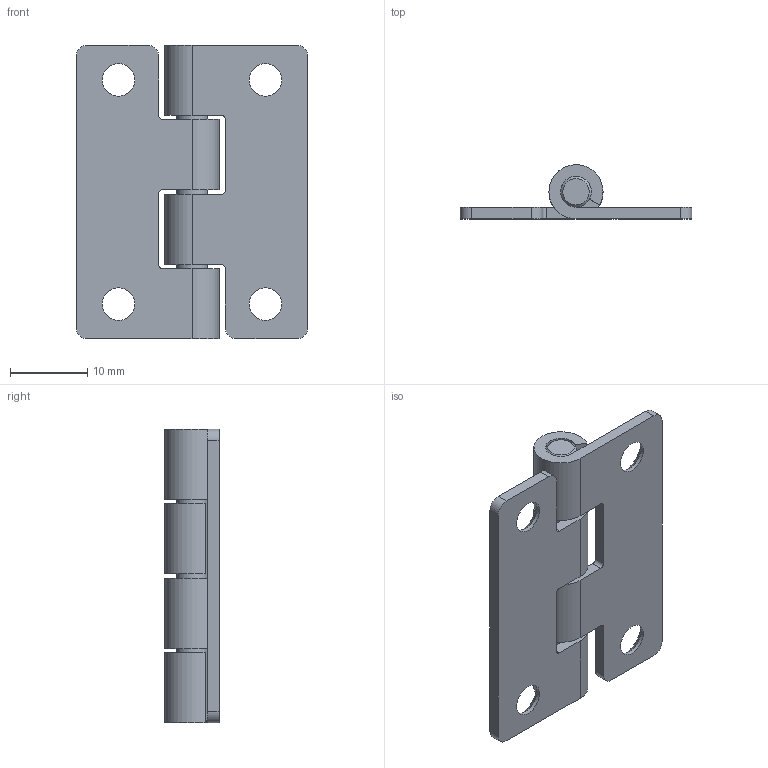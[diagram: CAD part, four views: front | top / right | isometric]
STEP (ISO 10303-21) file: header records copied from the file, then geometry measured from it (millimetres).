
FILE_DESCRIPTION(/* description */ (''),/* implementation_level */ '2;1');
FILE_NAME(/* name */ 'H-TC3830-15.stp',/* time_stamp */ '2023-02-22T14:49:19+09:00',/* author */ ('user'),/* organization */ (''),/* preprocessor_version */ 'ST-DEVELOPER v15.6',/* originating_system */ 'Autodesk Inventor 2015',/* authorisation */ '');
FILE_SCHEMA (('AUTOMOTIVE_DESIGN { 1 0 10303 214 3 1 1 }'));
Products named in the file (3): 38_날개; 38_핀; H-TC3830-15
Bounding box: 30 x 7 x 38 mm (x, y, z)
Volume: 2597.2 mm3; surface area: 3928.2 mm2
Topology: 3 solids, 3 shells, 57 faces, 149 edges, 98 vertices
Faces by surface type: plane 26, cylinder 25, cone 6
Full cylindrical faces by diameter (mm): 4 x1, 4.2 x4
Entity records: 984 total; most frequent: DIRECTION 174, CARTESIAN_POINT 157, ORIENTED_EDGE 140, EDGE_CURVE 70, AXIS2_PLACEMENT_3D 67, VERTEX_POINT 50, EDGE_LOOP 42, LINE 40
